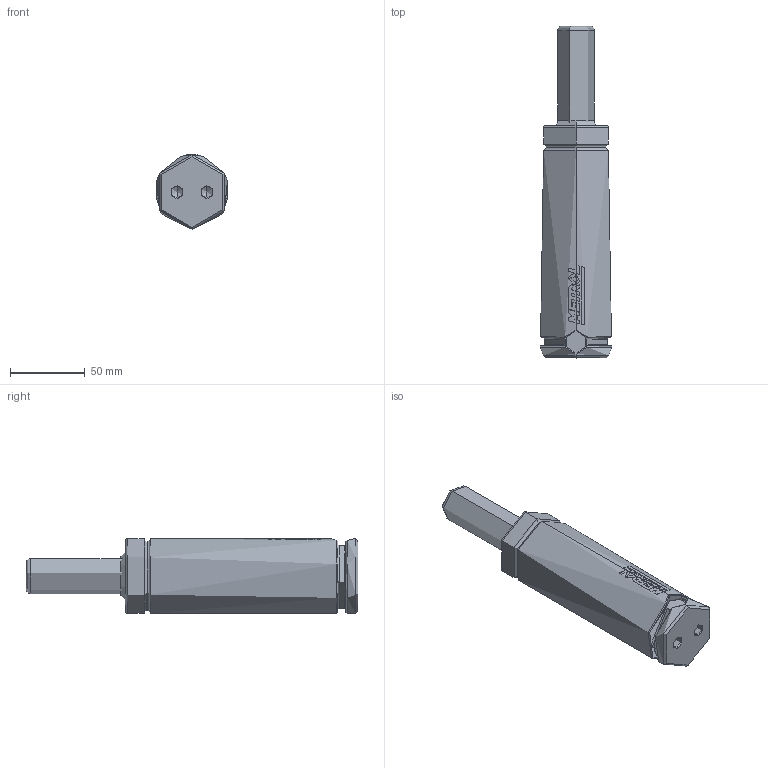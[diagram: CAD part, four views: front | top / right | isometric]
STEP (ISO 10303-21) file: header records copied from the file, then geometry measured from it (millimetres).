
FILE_DESCRIPTION (( 'STEP AP214' ), '1' );
FILE_NAME ('ISNG0750-063.STEP', '2019-04-01T10:36:34', ( 'Metrol Springs' ), ( 'Hewlett-Packard Company' ), 'SwSTEP 2.0', 'SolidWorks 2017', '' );
FILE_SCHEMA (( 'AUTOMOTIVE_DESIGN' ));
Length unit declared in the file: millimetre
Products named in the file (3): ISNG-0750 Piston_ISNG-0750-63.5; ISNG-0750 Body_ISNG-0750-63.5; ISNG0750-063
Assembly tree (2 placements, depth 2):
  ISNG0750-063
    ISNG-0750 Body_ISNG-0750-63.5
    ISNG-0750 Piston_ISNG-0750-63.5
Bounding box: 47.97 x 222 x 50.1 mm (x, y, z)
Volume: 267715.5 mm3; surface area: 51569.4 mm2
Topology: 7 solids, 7 shells, 168 faces, 415 edges, 264 vertices
Faces by surface type: cylinder 59, bspline 42, plane 34, cone 19, torus 14
Entity records: 7168 total; most frequent: CARTESIAN_POINT 3368, ORIENTED_EDGE 818, DIRECTION 613, EDGE_CURVE 409, VERTEX_POINT 264, AXIS2_PLACEMENT_3D 230, EDGE_LOOP 181, ADVANCED_FACE 168
